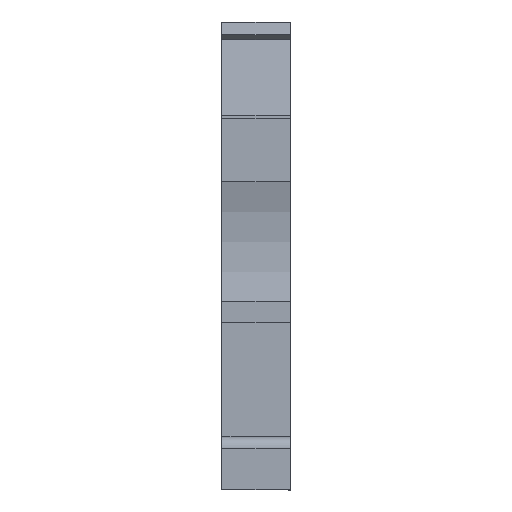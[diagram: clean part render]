
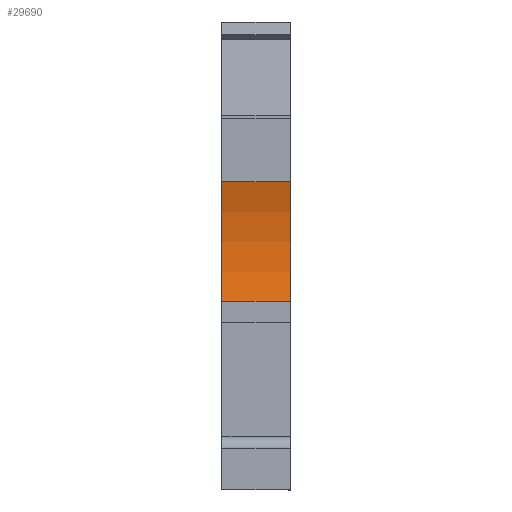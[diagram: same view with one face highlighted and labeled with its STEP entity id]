
A CAD part, front view. The second image highlights one B-rep face of the part: STEP entity #29690.
In plain terms, the highlighted cylindrical face has radius 15 mm (diameter 30 mm), a partial arc.
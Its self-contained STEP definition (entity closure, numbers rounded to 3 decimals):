
#15830=CARTESIAN_POINT('',(-1.934,8.359,
0.));
#15840=VERTEX_POINT('',#15830);
#15870=CARTESIAN_POINT('',(-16.685,11.081,
0.));
#15880=DIRECTION('',(0.,0.,1.));
#15890=DIRECTION('',(0.993,0.122,
0.));
#15900=AXIS2_PLACEMENT_3D('',#15870,#15880,#15890);
#15910=CIRCLE('',#15900,15.);
#15920=CARTESIAN_POINT('',(-3.031,17.292,
0.));
#15930=VERTEX_POINT('',#15920);
#15940=EDGE_CURVE('',#15840,#15930,#15910,.T.);
#21260=CARTESIAN_POINT('',(-3.031,17.292,
-5.15));
#21270=VERTEX_POINT('',#21260);
#21300=CARTESIAN_POINT('',(-16.685,11.081,
-5.15));
#21310=DIRECTION('',(0.,0.,1.));
#21320=DIRECTION('',(0.993,0.122,
0.));
#21330=AXIS2_PLACEMENT_3D('',#21300,#21310,#21320);
#21340=CIRCLE('',#21330,15.);
#21350=CARTESIAN_POINT('',(-1.934,8.359,
-5.15));
#21360=VERTEX_POINT('',#21350);
#21370=EDGE_CURVE('',#21360,#21270,#21340,.T.);
#23980=CARTESIAN_POINT('',(-1.934,8.359,
-5.683));
#23990=DIRECTION('',(0.,0.,1.));
#24000=VECTOR('',#23990,1.);
#24010=LINE('',#23980,#24000);
#24020=EDGE_CURVE('',#21360,#15840,#24010,.T.);
#29400=CARTESIAN_POINT('',(-3.031,17.292,
-5.683));
#29410=DIRECTION('',(0.,0.,1.));
#29420=VECTOR('',#29410,1.);
#29430=LINE('',#29400,#29420);
#29440=EDGE_CURVE('',#21270,#15930,#29430,.T.);
#29580=CARTESIAN_POINT('',(-16.685,11.081,
-5.683));
#29590=DIRECTION('',(0.,0.,1.));
#29600=DIRECTION('',(0.993,0.122,
0.));
#29610=AXIS2_PLACEMENT_3D('',#29580,#29590,#29600);
#29620=CYLINDRICAL_SURFACE('',#29610,15.);
#29630=ORIENTED_EDGE('',*,*,#24020,.T.);
#29640=ORIENTED_EDGE('',*,*,#21370,.F.);
#29650=ORIENTED_EDGE('',*,*,#29440,.F.);
#29660=ORIENTED_EDGE('',*,*,#15940,.T.);
#29670=EDGE_LOOP('',(#29660,#29650,#29640,#29630));
#29680=FACE_OUTER_BOUND('',#29670,.T.);
#29690=ADVANCED_FACE('',(#29680),#29620,.F.);
